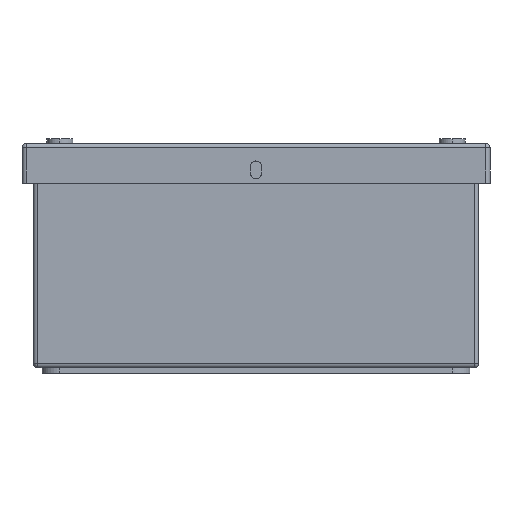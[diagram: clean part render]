
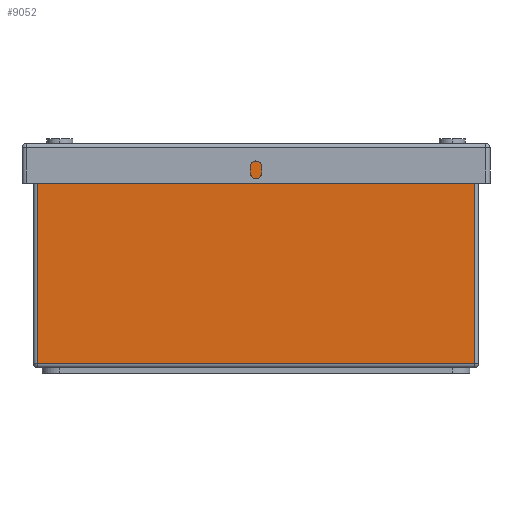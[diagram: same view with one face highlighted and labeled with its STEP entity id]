
A CAD part, left-side view. The second image highlights one B-rep face of the part: STEP entity #9052.
In plain terms, the highlighted planar face has unit normal (-1, 0, 0).
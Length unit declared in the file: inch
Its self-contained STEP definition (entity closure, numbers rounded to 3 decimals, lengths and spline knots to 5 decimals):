
#733 = DIRECTION ( 'NONE',  ( 0., 1., 0. ) ) ;
#1011 = LINE ( 'NONE', #10134, #14555 ) ;
#1013 = VECTOR ( 'NONE', #12109, 39.37008 ) ;
#1039 = LINE ( 'NONE', #10991, #1246 ) ;
#1144 = VERTEX_POINT ( 'NONE', #9655 ) ;
#1241 = LINE ( 'NONE', #2139, #8388 ) ;
#1246 = VECTOR ( 'NONE', #733, 39.37008 ) ;
#1331 = ORIENTED_EDGE ( 'NONE', *, *, #4387, .T. ) ;
#1712 = VERTEX_POINT ( 'NONE', #7833 ) ;
#1844 = CARTESIAN_POINT ( 'NONE',  ( 0., 6.19, 0.06 ) ) ;
#1904 = CARTESIAN_POINT ( 'NONE',  ( 0., 0.06, 0.06 ) ) ;
#2139 = CARTESIAN_POINT ( 'NONE',  ( 0., 6.19, 3. ) ) ;
#2803 = CARTESIAN_POINT ( 'NONE',  ( 0., 0.06, 2.94 ) ) ;
#4080 = PLANE ( 'NONE',  #7326 ) ;
#4387 = EDGE_CURVE ( 'NONE', #1712, #4944, #10840, .T. ) ;
#4446 = DIRECTION ( 'NONE',  ( 0., 0., -1. ) ) ;
#4530 = EDGE_LOOP ( 'NONE', ( #6974, #11786, #11083, #1331 ) ) ;
#4837 = FACE_OUTER_BOUND ( 'NONE', #4530, .T. ) ;
#4944 = VERTEX_POINT ( 'NONE', #1904 ) ;
#5891 = VERTEX_POINT ( 'NONE', #2803 ) ;
#6974 = ORIENTED_EDGE ( 'NONE', *, *, #12724, .F. ) ;
#7326 = AXIS2_PLACEMENT_3D ( 'NONE', #11814, #8676, #8601 ) ;
#7591 = EDGE_CURVE ( 'NONE', #5891, #1144, #1039, .T. ) ;
#7833 = CARTESIAN_POINT ( 'NONE',  ( 0., 6.19, 0.06 ) ) ;
#8388 = VECTOR ( 'NONE', #10369, 39.37008 ) ;
#8601 = DIRECTION ( 'NONE',  ( 0., 1., 0. ) ) ;
#8676 = DIRECTION ( 'NONE',  ( 1., 0., 0. ) ) ;
#9052 = ADVANCED_FACE ( 'NONE', ( #4837 ), #4080, .F. ) ;
#9655 = CARTESIAN_POINT ( 'NONE',  ( 0., 6.19, 2.94 ) ) ;
#10134 = CARTESIAN_POINT ( 'NONE',  ( 0., 0.06, 3. ) ) ;
#10369 = DIRECTION ( 'NONE',  ( 0., 0., -1. ) ) ;
#10840 = LINE ( 'NONE', #1844, #1013 ) ;
#10991 = CARTESIAN_POINT ( 'NONE',  ( 0., 6.19, 2.94 ) ) ;
#11083 = ORIENTED_EDGE ( 'NONE', *, *, #12215, .T. ) ;
#11786 = ORIENTED_EDGE ( 'NONE', *, *, #7591, .T. ) ;
#11814 = CARTESIAN_POINT ( 'NONE',  ( 0., 6.19, 3. ) ) ;
#12109 = DIRECTION ( 'NONE',  ( 0., -1., 0. ) ) ;
#12215 = EDGE_CURVE ( 'NONE', #1144, #1712, #1241, .T. ) ;
#12724 = EDGE_CURVE ( 'NONE', #5891, #4944, #1011, .T. ) ;
#14555 = VECTOR ( 'NONE', #4446, 39.37008 ) ;
